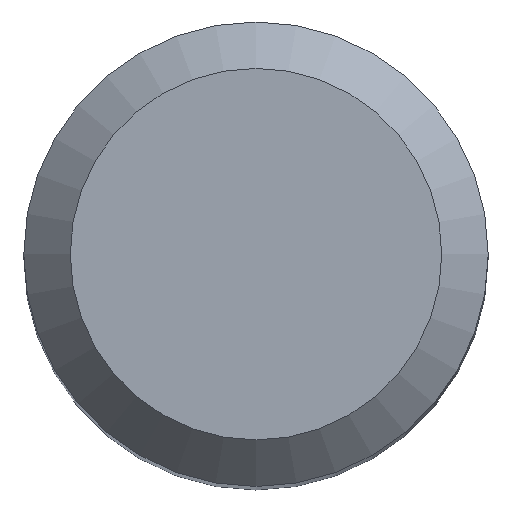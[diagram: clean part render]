
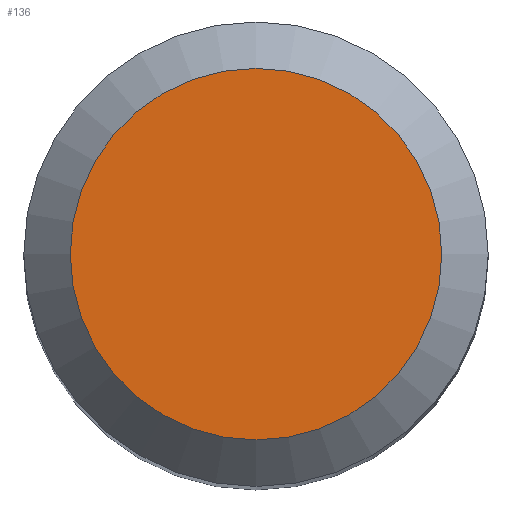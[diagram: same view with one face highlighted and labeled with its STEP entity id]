
A CAD part, top view. The second image highlights one B-rep face of the part: STEP entity #136.
In plain terms, the highlighted planar face has unit normal (0, 0, 1).
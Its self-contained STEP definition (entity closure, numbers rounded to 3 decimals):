
#136=ADVANCED_FACE('',(#185),#170,.T.);
#170=PLANE('',#825);
#185=FACE_OUTER_BOUND('',#223,.T.);
#223=EDGE_LOOP('',(#386));
#386=ORIENTED_EDGE('',*,*,#647,.T.);
#567=VERTEX_POINT('',#1064);
#647=EDGE_CURVE('',#567,#567,#748,.T.);
#748=CIRCLE('',#812,3.998);
#812=AXIS2_PLACEMENT_3D('',#1063,#896,#897);
#825=AXIS2_PLACEMENT_3D('',#1121,#928,#929);
#896=DIRECTION('',(0.,0.,1.));
#897=DIRECTION('',(1.,0.,0.));
#928=DIRECTION('',(0.,0.,1.));
#929=DIRECTION('',(1.,0.,0.));
#1063=CARTESIAN_POINT('',(0.,0.,0.));
#1064=CARTESIAN_POINT('',(3.998,0.,0.));
#1121=CARTESIAN_POINT('',(0.,1.905,0.));
